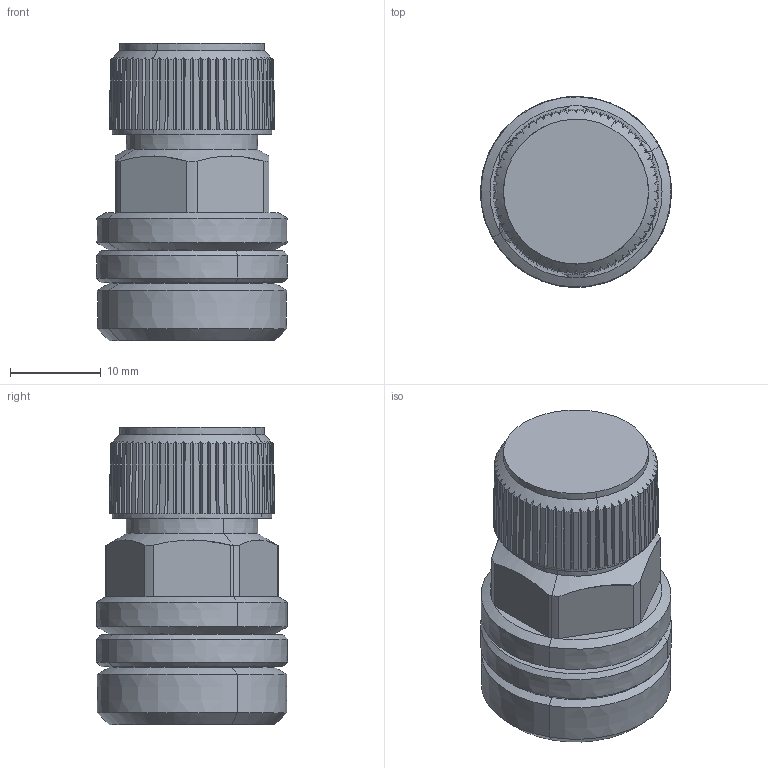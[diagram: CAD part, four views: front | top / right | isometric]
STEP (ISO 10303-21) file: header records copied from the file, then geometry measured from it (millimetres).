
FILE_DESCRIPTION((''),'2;1');
FILE_NAME('508041_ALLCATPART_SW0001','2017-07-27T',('sparenzan'),(''),'CREO PARAMETRIC BY PTC INC, 2016050','CREO PARAMETRIC BY PTC INC, 2016050','');
FILE_SCHEMA(('CONFIG_CONTROL_DESIGN'));
Length unit declared in the file: inch
Products named in the file (1): 508041_ALLCATPART_SW0001
Bounding box: 21.09 x 21.09 x 32.8 mm (x, y, z)
Surface area: 4175.3 mm2 (no closed solid volume)
Topology: 0 solids, 0 shells, 240 faces, 1320 edges, 1320 vertices
Faces by surface type: bspline 240
Entity records: 19167 total; most frequent: CARTESIAN_POINT 6960, DIRECTION 1954, TRIMMED_CURVE 1770, VECTOR 1586, LINE 1586, DEFINITIONAL_REPRESENTATION 1320, PCURVE 1320, COMPOSITE_CURVE_SEGMENT 1320
